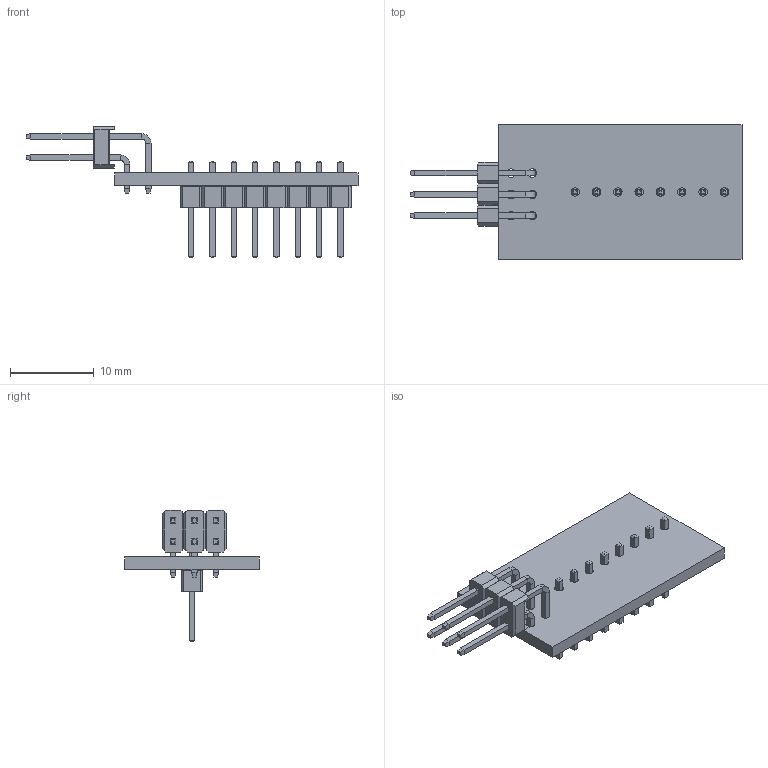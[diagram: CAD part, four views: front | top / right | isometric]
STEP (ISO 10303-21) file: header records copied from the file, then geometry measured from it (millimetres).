
FILE_DESCRIPTION(('KiCad electronic assembly'),'2;1');
FILE_NAME('base.step','2025-07-27T22:19:56',('Pcbnew'),('Kicad'), 'Open CASCADE STEP processor 7.8','KiCad to STEP converter','Unknown' );
FILE_SCHEMA(('AUTOMOTIVE_DESIGN { 1 0 10303 214 1 1 1 1 }'));
Length unit declared in the file: millimetre
Products named in the file (4): base 1; connector; PinHeader_1x08_P2.54mm_Vertical; base_PCB
Assembly tree (3 placements, depth 2):
  base 1
    connector
    PinHeader_1x08_P2.54mm_Vertical
    base_PCB
Bounding box: 39.56 x 16 x 15.72 mm (x, y, z)
Volume: 957.3 mm3; surface area: 1964.7 mm2
Topology: 9 solids, 9 shells, 440 faces, 1048 edges, 642 vertices
Faces by surface type: plane 414, cylinder 26
Full cylindrical faces by diameter (mm): 1 x14
Entity records: 13828 total; most frequent: CARTESIAN_POINT 2134, ORIENTED_EDGE 2096, DIRECTION 1988, EDGE_CURVE 1048, LINE 996, VECTOR 996, VERTEX_POINT 642, AXIS2_PLACEMENT_3D 496
